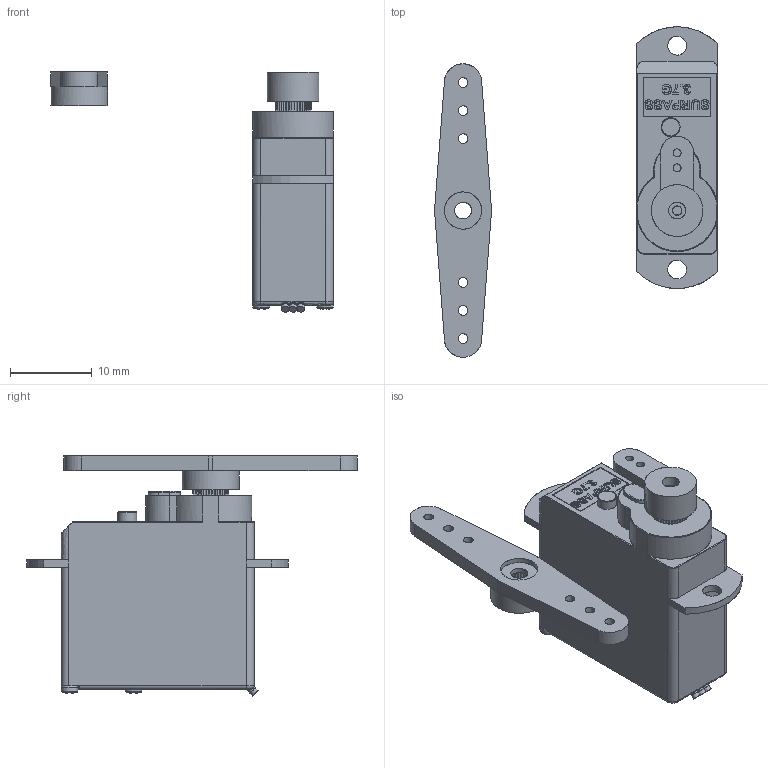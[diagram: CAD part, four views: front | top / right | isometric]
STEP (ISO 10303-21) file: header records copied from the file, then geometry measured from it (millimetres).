
FILE_DESCRIPTION(('FreeCAD Model'),'2;1');
FILE_NAME('Open CASCADE Shape Model','2025-04-27T15:07:30',('FreeCAD'),( 'FreeCAD'),'Open CASCADE STEP processor 7.6','FreeCAD','Unknown');
FILE_SCHEMA(('AUTOMOTIVE_DESIGN { 1 0 10303 214 1 1 1 1 }'));
Products named in the file (1): Open CASCADE STEP translator 7.6 1
Bounding box: 34.54 x 40.37 x 29.32 mm (x, y, z)
Surface area: 3083.6 mm2 (no closed solid volume)
Topology: 0 solids, 506 shells, 506 faces, 3448 edges, 3404 vertices
Faces by surface type: bspline 506
Entity records: 38108 total; most frequent: CARTESIAN_POINT 22858, ORIENTED_EDGE 3458, EDGE_CURVE 3436, VERTEX_POINT 3398, B_SPLINE_CURVE_WITH_KNOTS 2139, FACE_BOUND 554, EDGE_LOOP 554, SHELL_BASED_SURFACE_MODEL 506
